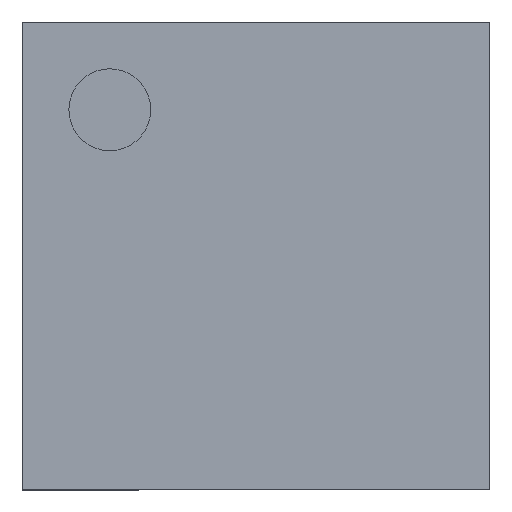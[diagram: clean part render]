
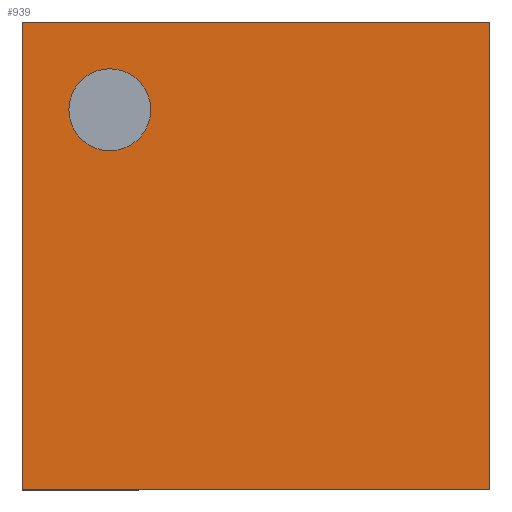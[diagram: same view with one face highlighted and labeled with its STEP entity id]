
A CAD part, top view. The second image highlights one B-rep face of the part: STEP entity #939.
In plain terms, the highlighted planar face has unit normal (0, 0, 1).
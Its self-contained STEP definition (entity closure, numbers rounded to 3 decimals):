
#37=FACE_BOUND('',#181,.T.);
#44=PLANE('',#1038);
#118=FACE_OUTER_BOUND('',#180,.T.);
#180=EDGE_LOOP('',(#710,#711,#712,#713));
#181=EDGE_LOOP('',(#714));
#238=LINE('',#1372,#359);
#241=LINE('',#1378,#362);
#244=LINE('',#1384,#365);
#247=LINE('',#1389,#368);
#359=VECTOR('',#1113,1.);
#362=VECTOR('',#1118,1.);
#365=VECTOR('',#1123,1.);
#368=VECTOR('',#1128,1.);
#478=CIRCLE('',#1030,0.175);
#480=VERTEX_POINT('',#1361);
#483=VERTEX_POINT('',#1369);
#484=VERTEX_POINT('',#1371);
#486=VERTEX_POINT('',#1377);
#488=VERTEX_POINT('',#1383);
#562=EDGE_CURVE('',#480,#480,#478,.T.);
#566=EDGE_CURVE('',#483,#484,#238,.T.);
#569=EDGE_CURVE('',#484,#486,#241,.T.);
#572=EDGE_CURVE('',#486,#488,#244,.T.);
#575=EDGE_CURVE('',#488,#483,#247,.T.);
#710=ORIENTED_EDGE('',*,*,#566,.F.);
#711=ORIENTED_EDGE('',*,*,#575,.F.);
#712=ORIENTED_EDGE('',*,*,#572,.F.);
#713=ORIENTED_EDGE('',*,*,#569,.F.);
#714=ORIENTED_EDGE('',*,*,#562,.T.);
#939=ADVANCED_FACE('',(#118,#37),#44,.F.);
#1030=AXIS2_PLACEMENT_3D('',#1362,#1103,#1104);
#1038=AXIS2_PLACEMENT_3D('',#1392,#1132,#1133);
#1103=DIRECTION('center_axis',(0.,0.,-1.));
#1104=DIRECTION('ref_axis',(0.,-1.,0.));
#1113=DIRECTION('',(1.,0.,0.));
#1118=DIRECTION('',(0.,-1.,0.));
#1123=DIRECTION('',(-1.,0.,0.));
#1128=DIRECTION('',(0.,1.,0.));
#1132=DIRECTION('center_axis',(0.,0.,-1.));
#1133=DIRECTION('ref_axis',(-1.,0.,0.));
#1361=CARTESIAN_POINT('',(-0.625,-0.45,0.235));
#1362=CARTESIAN_POINT('Origin',(-0.625,-0.625,0.235));
#1369=CARTESIAN_POINT('',(-1.,1.,0.235));
#1371=CARTESIAN_POINT('',(1.,1.,0.235));
#1372=CARTESIAN_POINT('',(-1.,1.,0.235));
#1377=CARTESIAN_POINT('',(1.,-1.,0.235));
#1378=CARTESIAN_POINT('',(1.,1.,0.235));
#1383=CARTESIAN_POINT('',(-1.,-1.,0.235));
#1384=CARTESIAN_POINT('',(1.,-1.,0.235));
#1389=CARTESIAN_POINT('',(-1.,-1.,0.235));
#1392=CARTESIAN_POINT('Origin',(0.,0.,0.235));
